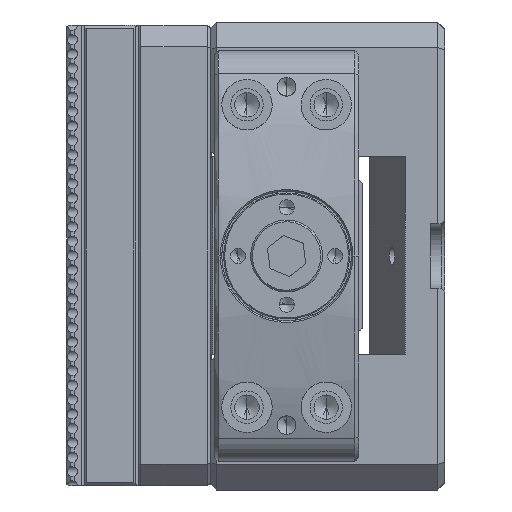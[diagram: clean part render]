
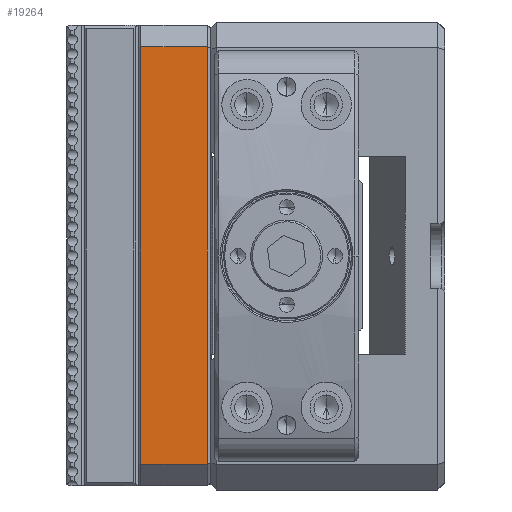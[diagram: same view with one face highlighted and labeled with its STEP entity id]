
A CAD part, left-side view. The second image highlights one B-rep face of the part: STEP entity #19264.
In plain terms, the highlighted face is planar.
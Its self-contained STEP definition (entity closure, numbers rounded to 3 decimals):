
#741 = CARTESIAN_POINT ( 'NONE',  ( 0., 19.5, 64. ) ) ;
#2316 = DIRECTION ( 'NONE',  ( 0., 1., 0. ) ) ;
#5130 = VECTOR ( 'NONE', #2316, 1000. ) ;
#5860 = VECTOR ( 'NONE', #16472, 1000. ) ;
#6007 = LINE ( 'NONE', #741, #9680 ) ;
#6392 = CARTESIAN_POINT ( 'NONE',  ( 0., 1., 64. ) ) ;
#7365 = CARTESIAN_POINT ( 'NONE',  ( 0., 0., -58. ) ) ;
#7440 = VERTEX_POINT ( 'NONE', #8120 ) ;
#8046 = PLANE ( 'NONE',  #26413 ) ;
#8120 = CARTESIAN_POINT ( 'NONE',  ( 0., 1., 58. ) ) ;
#8426 = VERTEX_POINT ( 'NONE', #24557 ) ;
#9680 = VECTOR ( 'NONE', #18792, 1000. ) ;
#9815 = VERTEX_POINT ( 'NONE', #23905 ) ;
#12395 = ORIENTED_EDGE ( 'NONE', *, *, #18752, .T. ) ;
#13270 = ORIENTED_EDGE ( 'NONE', *, *, #20378, .T. ) ;
#14297 = DIRECTION ( 'NONE',  ( 0., 0., -1. ) ) ;
#14857 = EDGE_CURVE ( 'NONE', #7440, #9815, #19958, .T. ) ;
#16472 = DIRECTION ( 'NONE',  ( 0., -1., 0. ) ) ;
#18355 = EDGE_LOOP ( 'NONE', ( #13270, #12395, #20604, #21464 ) ) ;
#18752 = EDGE_CURVE ( 'NONE', #24534, #8426, #6007, .T. ) ;
#18792 = DIRECTION ( 'NONE',  ( 0., 0., 1. ) ) ;
#19264 = ADVANCED_FACE ( 'NONE', ( #30874 ), #8046, .F. ) ;
#19958 = LINE ( 'NONE', #6392, #33151 ) ;
#20378 = EDGE_CURVE ( 'NONE', #9815, #24534, #25617, .T. ) ;
#20604 = ORIENTED_EDGE ( 'NONE', *, *, #27224, .T. ) ;
#21464 = ORIENTED_EDGE ( 'NONE', *, *, #14857, .T. ) ;
#23571 = LINE ( 'NONE', #28433, #5860 ) ;
#23905 = CARTESIAN_POINT ( 'NONE',  ( 0., 1., -58. ) ) ;
#24534 = VERTEX_POINT ( 'NONE', #29452 ) ;
#24557 = CARTESIAN_POINT ( 'NONE',  ( 0., 19.5, 58. ) ) ;
#25617 = LINE ( 'NONE', #7365, #5130 ) ;
#26095 = DIRECTION ( 'NONE',  ( -1., 0., 0. ) ) ;
#26329 = CARTESIAN_POINT ( 'NONE',  ( 0., 0., 64. ) ) ;
#26413 = AXIS2_PLACEMENT_3D ( 'NONE', #26329, #26095, #28670 ) ;
#27224 = EDGE_CURVE ( 'NONE', #8426, #7440, #23571, .T. ) ;
#28433 = CARTESIAN_POINT ( 'NONE',  ( 0., 0., 58. ) ) ;
#28670 = DIRECTION ( 'NONE',  ( 0., 0., 1. ) ) ;
#29452 = CARTESIAN_POINT ( 'NONE',  ( 0., 19.5, -58. ) ) ;
#30874 = FACE_OUTER_BOUND ( 'NONE', #18355, .T. ) ;
#33151 = VECTOR ( 'NONE', #14297, 1000. ) ;
